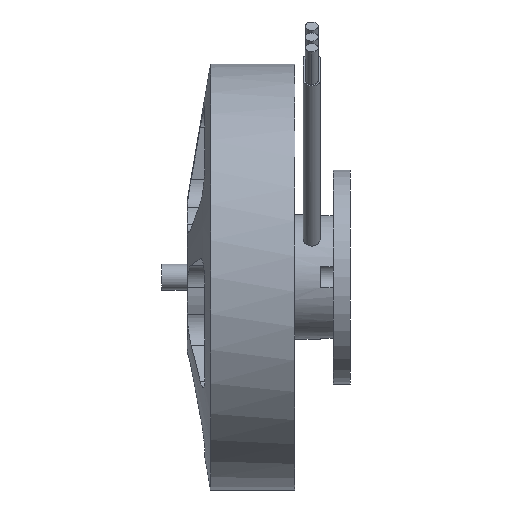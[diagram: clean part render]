
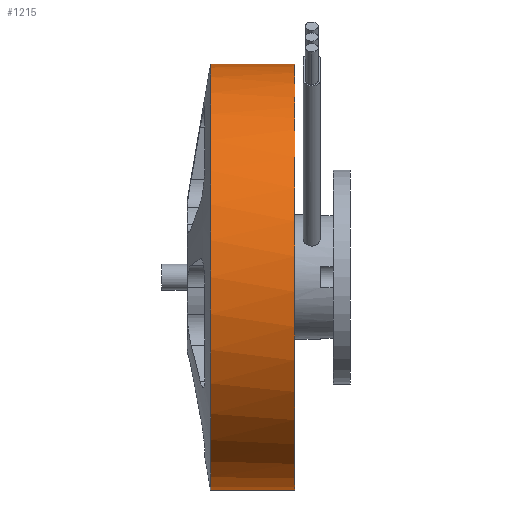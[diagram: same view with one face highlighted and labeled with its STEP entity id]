
A CAD part, left-side view. The second image highlights one B-rep face of the part: STEP entity #1215.
In plain terms, the highlighted cylindrical face has radius 24.8 mm (diameter 49.6 mm), a partial arc.
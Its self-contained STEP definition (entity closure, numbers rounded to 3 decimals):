
#240 = VECTOR ( 'NONE', #5281, 1000. ) ;
#298 = CIRCLE ( 'NONE', #10973, 24.8 ) ;
#522 = DIRECTION ( 'NONE',  ( 0., -1., 0. ) ) ;
#589 = VECTOR ( 'NONE', #678, 1000. ) ;
#652 = DIRECTION ( 'NONE',  ( 0., 1., 0. ) ) ;
#678 = DIRECTION ( 'NONE',  ( 0., -1., 0. ) ) ;
#768 = ORIENTED_EDGE ( 'NONE', *, *, #5560, .F. ) ;
#1033 = CIRCLE ( 'NONE', #6935, 24.8 ) ;
#1064 = EDGE_CURVE ( 'NONE', #6273, #8932, #1033, .T. ) ;
#1215 = ADVANCED_FACE ( 'NONE', ( #11546 ), #10822, .T. ) ;
#1354 = CARTESIAN_POINT ( 'NONE',  ( 0., 6.5, 0. ) ) ;
#1404 = DIRECTION ( 'NONE',  ( 0., -1., 0. ) ) ;
#1538 = CARTESIAN_POINT ( 'NONE',  ( 0., 6.5, 0. ) ) ;
#1600 = DIRECTION ( 'NONE',  ( 0., -1., 0. ) ) ;
#1693 = DIRECTION ( 'NONE',  ( 0., -1., 0. ) ) ;
#2012 = VERTEX_POINT ( 'NONE', #5700 ) ;
#2222 = VECTOR ( 'NONE', #9289, 1000. ) ;
#2269 = EDGE_CURVE ( 'NONE', #8932, #6059, #7013, .T. ) ;
#2342 = CARTESIAN_POINT ( 'NONE',  ( 0., 0., 24.8 ) ) ;
#2460 = EDGE_CURVE ( 'NONE', #2012, #7378, #3002, .T. ) ;
#2567 = DIRECTION ( 'NONE',  ( 0., 1., 0. ) ) ;
#2624 = CARTESIAN_POINT ( 'NONE',  ( -13.327, 0., 20.915 ) ) ;
#2770 = ORIENTED_EDGE ( 'NONE', *, *, #2460, .F. ) ;
#2804 = CARTESIAN_POINT ( 'NONE',  ( 0., 16.3, -24.8 ) ) ;
#3002 = LINE ( 'NONE', #10239, #2222 ) ;
#3126 = VECTOR ( 'NONE', #2567, 1000. ) ;
#3374 = EDGE_LOOP ( 'NONE', ( #768, #7935, #5564, #6272, #2770, #5751, #11403, #11012 ) ) ;
#3550 = CARTESIAN_POINT ( 'NONE',  ( 0., 0., -24.8 ) ) ;
#3714 = CARTESIAN_POINT ( 'NONE',  ( -13.327, 6.5, 20.915 ) ) ;
#3926 = CARTESIAN_POINT ( 'NONE',  ( -13.327, 6.5, 20.915 ) ) ;
#4440 = CIRCLE ( 'NONE', #8841, 24.8 ) ;
#5106 = DIRECTION ( 'NONE',  ( 0., 0., -1. ) ) ;
#5110 = CARTESIAN_POINT ( 'NONE',  ( 0., 6.5, 24.8 ) ) ;
#5130 = VERTEX_POINT ( 'NONE', #5110 ) ;
#5281 = DIRECTION ( 'NONE',  ( 0., -1., 0. ) ) ;
#5408 = AXIS2_PLACEMENT_3D ( 'NONE', #6170, #1693, #8929 ) ;
#5560 = EDGE_CURVE ( 'NONE', #6273, #5130, #6936, .T. ) ;
#5564 = ORIENTED_EDGE ( 'NONE', *, *, #2269, .T. ) ;
#5700 = CARTESIAN_POINT ( 'NONE',  ( -17.874, 6.5, 17.192 ) ) ;
#5751 = ORIENTED_EDGE ( 'NONE', *, *, #6236, .T. ) ;
#6059 = VERTEX_POINT ( 'NONE', #6321 ) ;
#6170 = CARTESIAN_POINT ( 'NONE',  ( 0., 0., 0. ) ) ;
#6236 = EDGE_CURVE ( 'NONE', #2012, #11431, #298, .T. ) ;
#6272 = ORIENTED_EDGE ( 'NONE', *, *, #11635, .F. ) ;
#6273 = VERTEX_POINT ( 'NONE', #11618 ) ;
#6321 = CARTESIAN_POINT ( 'NONE',  ( 0., 6.5, -24.8 ) ) ;
#6935 = AXIS2_PLACEMENT_3D ( 'NONE', #10475, #1404, #10419 ) ;
#6936 = LINE ( 'NONE', #2342, #589 ) ;
#7013 = LINE ( 'NONE', #3550, #240 ) ;
#7274 = AXIS2_PLACEMENT_3D ( 'NONE', #1538, #1600, #8712 ) ;
#7378 = VERTEX_POINT ( 'NONE', #8896 ) ;
#7767 = EDGE_CURVE ( 'NONE', #5130, #9325, #4440, .T. ) ;
#7935 = ORIENTED_EDGE ( 'NONE', *, *, #1064, .T. ) ;
#8589 = CARTESIAN_POINT ( 'NONE',  ( 0., 6.5, 0. ) ) ;
#8712 = DIRECTION ( 'NONE',  ( 0., 0., -1. ) ) ;
#8753 = EDGE_CURVE ( 'NONE', #9325, #11431, #10744, .T. ) ;
#8841 = AXIS2_PLACEMENT_3D ( 'NONE', #1354, #522, #5106 ) ;
#8896 = CARTESIAN_POINT ( 'NONE',  ( -17.874, 6.5, 17.192 ) ) ;
#8929 = DIRECTION ( 'NONE',  ( 0., 0., -1. ) ) ;
#8932 = VERTEX_POINT ( 'NONE', #2804 ) ;
#9289 = DIRECTION ( 'NONE',  ( 0., -1., 0. ) ) ;
#9325 = VERTEX_POINT ( 'NONE', #3714 ) ;
#10239 = CARTESIAN_POINT ( 'NONE',  ( -17.874, 0., 17.192 ) ) ;
#10419 = DIRECTION ( 'NONE',  ( 0., 0., -1. ) ) ;
#10475 = CARTESIAN_POINT ( 'NONE',  ( 0., 16.3, 0. ) ) ;
#10522 = CIRCLE ( 'NONE', #7274, 24.8 ) ;
#10616 = DIRECTION ( 'NONE',  ( 0., 0., -1. ) ) ;
#10744 = LINE ( 'NONE', #2624, #3126 ) ;
#10822 = CYLINDRICAL_SURFACE ( 'NONE', #5408, 24.8 ) ;
#10973 = AXIS2_PLACEMENT_3D ( 'NONE', #8589, #652, #10616 ) ;
#11012 = ORIENTED_EDGE ( 'NONE', *, *, #7767, .F. ) ;
#11403 = ORIENTED_EDGE ( 'NONE', *, *, #8753, .F. ) ;
#11431 = VERTEX_POINT ( 'NONE', #3926 ) ;
#11546 = FACE_OUTER_BOUND ( 'NONE', #3374, .T. ) ;
#11618 = CARTESIAN_POINT ( 'NONE',  ( 0., 16.3, 24.8 ) ) ;
#11635 = EDGE_CURVE ( 'NONE', #7378, #6059, #10522, .T. ) ;
